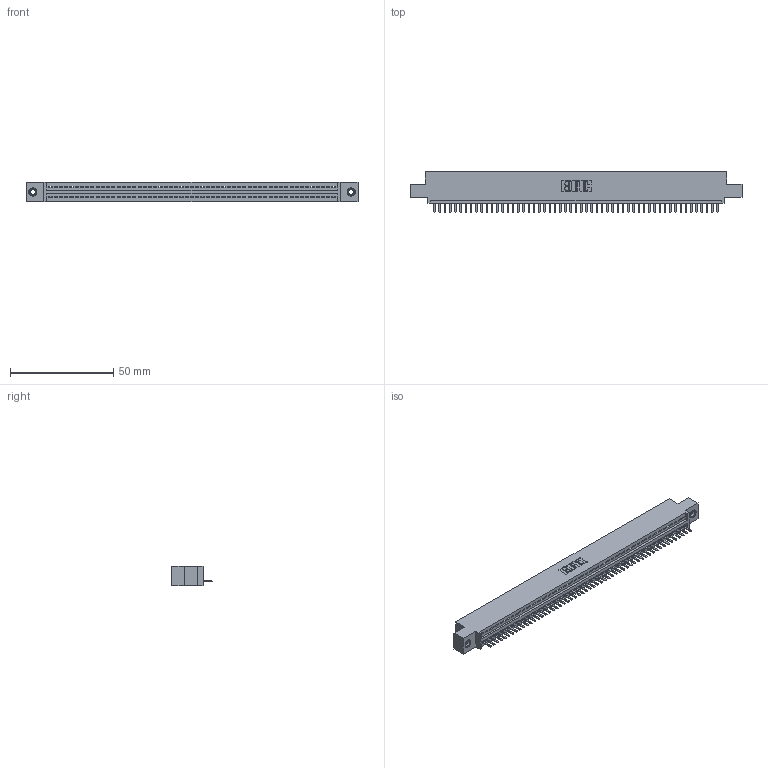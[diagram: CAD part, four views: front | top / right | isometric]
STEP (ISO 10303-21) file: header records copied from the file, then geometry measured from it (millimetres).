
FILE_DESCRIPTION (( 'STEP AP203' ), '1' );
FILE_NAME ('345-055-520-407.STEP', '2018-09-24T02:46:22', ( '' ), ( '' ), 'SwSTEP 2.0', 'SolidWorks 2016', '' );
FILE_SCHEMA (( 'CONFIG_CONTROL_DESIGN' ));
Length unit declared in the file: inch
Products named in the file (4): 345-055-520-407; 345 Part_0.110 Offset - 0.156 Dia-TI; 345-292-001_345-293-120; 345-250-001_345-250-005-103
Assembly tree (58 placements, depth 2):
  345-055-520-407
    345 Part_0.110 Offset - 0.156 Dia-TI
    345-292-001_345-293-120  x55
    345-250-001_345-250-005-103  x2
Bounding box: 160.91 x 19.68 x 9.4 mm (x, y, z)
Volume: 15144.7 mm3; surface area: 19899.5 mm2
Topology: 58 solids, 58 shells, 3600 faces, 10609 edges, 6918 vertices
Faces by surface type: plane 2426, cylinder 1158, cone 12, torus 4
Entity records: 41076 total; most frequent: CARTESIAN_POINT 7108, ORIENTED_EDGE 7078, DIRECTION 6203, EDGE_CURVE 3539, VECTOR 3163, LINE 3163, VERTEX_POINT 2352, AXIS2_PLACEMENT_3D 1520
